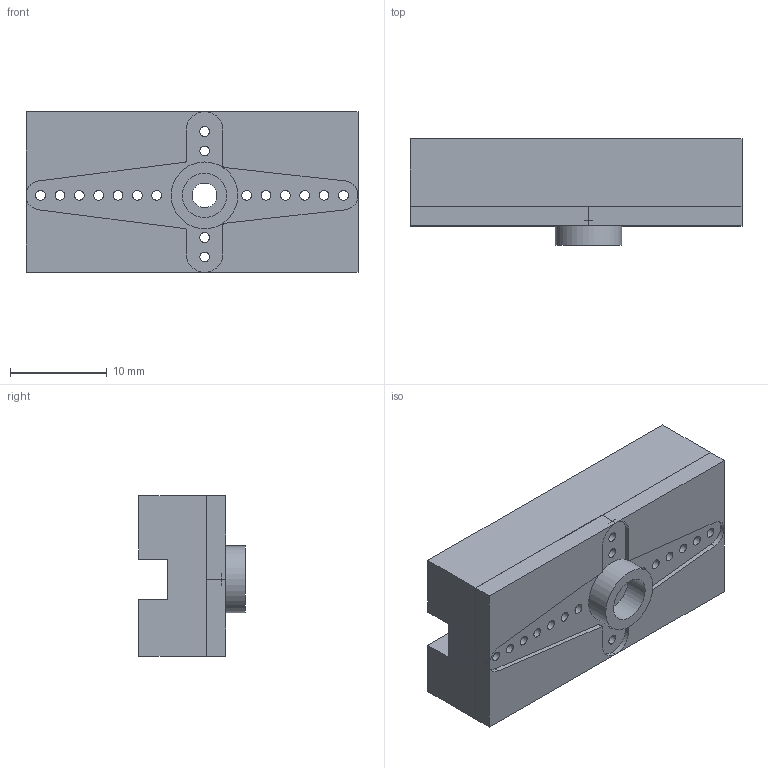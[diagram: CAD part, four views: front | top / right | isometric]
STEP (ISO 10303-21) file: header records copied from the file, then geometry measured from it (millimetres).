
FILE_DESCRIPTION(/* description */ (''),/* implementation_level */ '2;1');
FILE_NAME(/* name */ 'zu kugel_v1.step',/* time_stamp */ '2025-03-29T16:11:52+01:00',/* author */ (''),/* organization */ (''),/* preprocessor_version */ 'ST-DEVELOPER v20.1',/* originating_system */ 'Autodesk Translation Framework v14.4.0.0',/* authorisation */ '');
FILE_SCHEMA (('AUTOMOTIVE_DESIGN { 1 0 10303 214 3 1 1 }'));
Length unit declared in the file: millimetre
Products named in the file (1): zu kugel
Bounding box: 34.3 x 11 x 16.6 mm (x, y, z)
Volume: 4471.6 mm3; surface area: 4089.5 mm2
Topology: 6 solids, 6 shells, 109 faces, 285 edges, 190 vertices
Faces by surface type: cylinder 59, plane 50
Full cylindrical faces by diameter (mm): 1 x34, 2.55 x1, 4.6 x1, 4.7 x2, 6.9 x1
Entity records: 3573 total; most frequent: DIRECTION 627, CARTESIAN_POINT 585, ORIENTED_EDGE 570, EDGE_CURVE 285, AXIS2_PLACEMENT_3D 232, VERTEX_POINT 190, EDGE_LOOP 183, LINE 163
